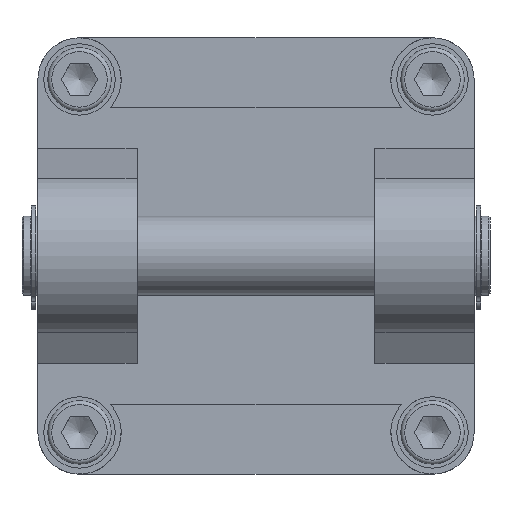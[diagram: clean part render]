
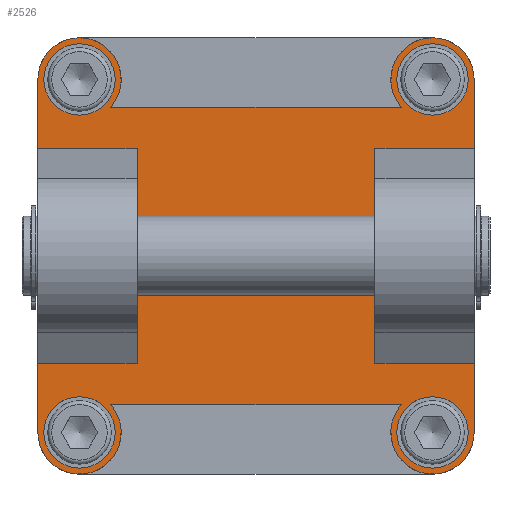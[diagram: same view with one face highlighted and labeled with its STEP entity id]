
A CAD part, top view. The second image highlights one B-rep face of the part: STEP entity #2526.
In plain terms, the highlighted planar face has unit normal (0, 0, 1).
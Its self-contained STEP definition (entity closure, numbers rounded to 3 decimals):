
#68=FACE_BOUND('',#321,.T.);
#69=FACE_BOUND('',#322,.T.);
#70=FACE_BOUND('',#323,.T.);
#71=FACE_BOUND('',#324,.T.);
#107=PLANE('',#2696);
#180=FACE_OUTER_BOUND('',#320,.T.);
#320=EDGE_LOOP('',(#1621,#1622,#1623,#1624,#1625,#1626,#1627,#1628,#1629,
#1630,#1631,#1632,#1633,#1634,#1635,#1636));
#321=EDGE_LOOP('',(#1637,#1638));
#322=EDGE_LOOP('',(#1639,#1640));
#323=EDGE_LOOP('',(#1641,#1642));
#324=EDGE_LOOP('',(#1643,#1644));
#492=LINE('',#3804,#650);
#498=LINE('',#3819,#656);
#499=LINE('',#3821,#657);
#500=LINE('',#3824,#658);
#501=LINE('',#3828,#659);
#502=LINE('',#3832,#660);
#503=LINE('',#3834,#661);
#504=LINE('',#3836,#662);
#505=LINE('',#3838,#663);
#506=LINE('',#3840,#664);
#507=LINE('',#3844,#665);
#508=LINE('',#3847,#666);
#650=VECTOR('',#3014,10.);
#656=VECTOR('',#3028,10.);
#657=VECTOR('',#3031,10.);
#658=VECTOR('',#3034,10.);
#659=VECTOR('',#3037,10.);
#660=VECTOR('',#3040,10.);
#661=VECTOR('',#3041,10.);
#662=VECTOR('',#3042,10.);
#663=VECTOR('',#3043,10.);
#664=VECTOR('',#3044,10.);
#665=VECTOR('',#3047,10.);
#666=VECTOR('',#3050,10.);
#810=CIRCLE('',#2697,10.5);
#811=CIRCLE('',#2698,10.5);
#812=CIRCLE('',#2699,10.5);
#813=CIRCLE('',#2700,10.5);
#814=CIRCLE('',#2701,9.);
#815=CIRCLE('',#2702,9.);
#816=CIRCLE('',#2703,9.);
#817=CIRCLE('',#2704,9.);
#818=CIRCLE('',#2705,9.);
#819=CIRCLE('',#2706,9.);
#820=CIRCLE('',#2707,9.);
#821=CIRCLE('',#2708,9.);
#984=VERTEX_POINT('',#3800);
#986=VERTEX_POINT('',#3803);
#990=VERTEX_POINT('',#3815);
#991=VERTEX_POINT('',#3817);
#992=VERTEX_POINT('',#3823);
#993=VERTEX_POINT('',#3825);
#994=VERTEX_POINT('',#3827);
#995=VERTEX_POINT('',#3829);
#996=VERTEX_POINT('',#3831);
#997=VERTEX_POINT('',#3833);
#998=VERTEX_POINT('',#3835);
#999=VERTEX_POINT('',#3837);
#1000=VERTEX_POINT('',#3839);
#1001=VERTEX_POINT('',#3841);
#1002=VERTEX_POINT('',#3843);
#1003=VERTEX_POINT('',#3845);
#1004=VERTEX_POINT('',#3848);
#1005=VERTEX_POINT('',#3849);
#1006=VERTEX_POINT('',#3852);
#1007=VERTEX_POINT('',#3853);
#1008=VERTEX_POINT('',#3856);
#1009=VERTEX_POINT('',#3857);
#1010=VERTEX_POINT('',#3860);
#1011=VERTEX_POINT('',#3861);
#1242=EDGE_CURVE('',#986,#984,#492,.T.);
#1250=EDGE_CURVE('',#990,#991,#498,.T.);
#1251=EDGE_CURVE('',#984,#990,#499,.T.);
#1252=EDGE_CURVE('',#991,#992,#500,.T.);
#1253=EDGE_CURVE('',#992,#993,#810,.T.);
#1254=EDGE_CURVE('',#993,#994,#501,.T.);
#1255=EDGE_CURVE('',#994,#995,#811,.T.);
#1256=EDGE_CURVE('',#995,#996,#502,.T.);
#1257=EDGE_CURVE('',#996,#997,#503,.T.);
#1258=EDGE_CURVE('',#997,#998,#504,.T.);
#1259=EDGE_CURVE('',#998,#999,#505,.T.);
#1260=EDGE_CURVE('',#999,#1000,#506,.T.);
#1261=EDGE_CURVE('',#1000,#1001,#812,.T.);
#1262=EDGE_CURVE('',#1001,#1002,#507,.T.);
#1263=EDGE_CURVE('',#1002,#1003,#813,.T.);
#1264=EDGE_CURVE('',#1003,#986,#508,.T.);
#1265=EDGE_CURVE('',#1004,#1005,#814,.T.);
#1266=EDGE_CURVE('',#1005,#1004,#815,.T.);
#1267=EDGE_CURVE('',#1006,#1007,#816,.T.);
#1268=EDGE_CURVE('',#1007,#1006,#817,.T.);
#1269=EDGE_CURVE('',#1008,#1009,#818,.T.);
#1270=EDGE_CURVE('',#1009,#1008,#819,.T.);
#1271=EDGE_CURVE('',#1010,#1011,#820,.T.);
#1272=EDGE_CURVE('',#1011,#1010,#821,.T.);
#1621=ORIENTED_EDGE('',*,*,#1242,.T.);
#1622=ORIENTED_EDGE('',*,*,#1251,.T.);
#1623=ORIENTED_EDGE('',*,*,#1250,.T.);
#1624=ORIENTED_EDGE('',*,*,#1252,.T.);
#1625=ORIENTED_EDGE('',*,*,#1253,.T.);
#1626=ORIENTED_EDGE('',*,*,#1254,.T.);
#1627=ORIENTED_EDGE('',*,*,#1255,.T.);
#1628=ORIENTED_EDGE('',*,*,#1256,.T.);
#1629=ORIENTED_EDGE('',*,*,#1257,.T.);
#1630=ORIENTED_EDGE('',*,*,#1258,.T.);
#1631=ORIENTED_EDGE('',*,*,#1259,.T.);
#1632=ORIENTED_EDGE('',*,*,#1260,.T.);
#1633=ORIENTED_EDGE('',*,*,#1261,.T.);
#1634=ORIENTED_EDGE('',*,*,#1262,.T.);
#1635=ORIENTED_EDGE('',*,*,#1263,.T.);
#1636=ORIENTED_EDGE('',*,*,#1264,.T.);
#1637=ORIENTED_EDGE('',*,*,#1265,.T.);
#1638=ORIENTED_EDGE('',*,*,#1266,.T.);
#1639=ORIENTED_EDGE('',*,*,#1267,.T.);
#1640=ORIENTED_EDGE('',*,*,#1268,.T.);
#1641=ORIENTED_EDGE('',*,*,#1269,.T.);
#1642=ORIENTED_EDGE('',*,*,#1270,.T.);
#1643=ORIENTED_EDGE('',*,*,#1271,.T.);
#1644=ORIENTED_EDGE('',*,*,#1272,.T.);
#2526=ADVANCED_FACE('',(#180,#68,#69,#70,#71),#107,.F.);
#2696=AXIS2_PLACEMENT_3D('',#3822,#3032,#3033);
#2697=AXIS2_PLACEMENT_3D('',#3826,#3035,#3036);
#2698=AXIS2_PLACEMENT_3D('',#3830,#3038,#3039);
#2699=AXIS2_PLACEMENT_3D('',#3842,#3045,#3046);
#2700=AXIS2_PLACEMENT_3D('',#3846,#3048,#3049);
#2701=AXIS2_PLACEMENT_3D('',#3850,#3051,#3052);
#2702=AXIS2_PLACEMENT_3D('',#3851,#3053,#3054);
#2703=AXIS2_PLACEMENT_3D('',#3854,#3055,#3056);
#2704=AXIS2_PLACEMENT_3D('',#3855,#3057,#3058);
#2705=AXIS2_PLACEMENT_3D('',#3858,#3059,#3060);
#2706=AXIS2_PLACEMENT_3D('',#3859,#3061,#3062);
#2707=AXIS2_PLACEMENT_3D('',#3862,#3063,#3064);
#2708=AXIS2_PLACEMENT_3D('',#3863,#3065,#3066);
#3014=DIRECTION('',(-1.,0.,0.));
#3028=DIRECTION('',(1.,0.,0.));
#3031=DIRECTION('',(0.,1.,0.));
#3032=DIRECTION('center_axis',(0.,0.,-1.));
#3033=DIRECTION('ref_axis',(-1.,0.,0.));
#3034=DIRECTION('',(0.,1.,0.));
#3035=DIRECTION('center_axis',(0.,0.,1.));
#3036=DIRECTION('ref_axis',(0.,-1.,0.));
#3037=DIRECTION('',(-1.,0.,0.));
#3038=DIRECTION('center_axis',(0.,0.,1.));
#3039=DIRECTION('ref_axis',(1.,0.,0.));
#3040=DIRECTION('',(0.,-1.,0.));
#3041=DIRECTION('',(1.,0.,0.));
#3042=DIRECTION('',(0.,-1.,0.));
#3043=DIRECTION('',(-1.,0.,0.));
#3044=DIRECTION('',(0.,-1.,0.));
#3045=DIRECTION('center_axis',(0.,0.,1.));
#3046=DIRECTION('ref_axis',(0.,1.,0.));
#3047=DIRECTION('',(1.,0.,0.));
#3048=DIRECTION('center_axis',(0.,0.,1.));
#3049=DIRECTION('ref_axis',(0.745,-0.667,0.));
#3050=DIRECTION('',(0.,1.,0.));
#3051=DIRECTION('center_axis',(0.,0.,-1.));
#3052=DIRECTION('ref_axis',(1.,0.,0.));
#3053=DIRECTION('center_axis',(0.,0.,-1.));
#3054=DIRECTION('ref_axis',(1.,0.,0.));
#3055=DIRECTION('center_axis',(0.,0.,-1.));
#3056=DIRECTION('ref_axis',(1.,0.,0.));
#3057=DIRECTION('center_axis',(0.,0.,-1.));
#3058=DIRECTION('ref_axis',(1.,0.,0.));
#3059=DIRECTION('center_axis',(0.,0.,-1.));
#3060=DIRECTION('ref_axis',(1.,0.,0.));
#3061=DIRECTION('center_axis',(0.,0.,-1.));
#3062=DIRECTION('ref_axis',(1.,0.,0.));
#3063=DIRECTION('center_axis',(0.,0.,-1.));
#3064=DIRECTION('ref_axis',(1.,0.,0.));
#3065=DIRECTION('center_axis',(0.,0.,-1.));
#3066=DIRECTION('ref_axis',(1.,0.,0.));
#3800=CARTESIAN_POINT('',(30.,-27.,14.));
#3803=CARTESIAN_POINT('',(55.,-27.,14.));
#3804=CARTESIAN_POINT('',(27.5,-27.,14.));
#3815=CARTESIAN_POINT('',(30.,27.,14.));
#3817=CARTESIAN_POINT('',(55.,27.,14.));
#3819=CARTESIAN_POINT('',(27.5,27.,14.));
#3821=CARTESIAN_POINT('',(30.,0.,14.));
#3822=CARTESIAN_POINT('Origin',(0.,0.,
14.));
#3823=CARTESIAN_POINT('',(55.,44.5,14.));
#3824=CARTESIAN_POINT('',(55.,-44.5,14.));
#3825=CARTESIAN_POINT('',(36.674,37.5,14.));
#3826=CARTESIAN_POINT('Origin',(44.5,44.5,14.));
#3827=CARTESIAN_POINT('',(-36.674,37.5,14.));
#3828=CARTESIAN_POINT('',(-18.337,37.5,14.));
#3829=CARTESIAN_POINT('',(-55.,44.5,14.));
#3830=CARTESIAN_POINT('Origin',(-44.5,44.5,14.));
#3831=CARTESIAN_POINT('',(-55.,27.,14.));
#3832=CARTESIAN_POINT('',(-55.,44.5,14.));
#3833=CARTESIAN_POINT('',(-30.,27.,14.));
#3834=CARTESIAN_POINT('',(-27.5,27.,14.));
#3835=CARTESIAN_POINT('',(-30.,-27.,14.));
#3836=CARTESIAN_POINT('',(-30.,0.,14.));
#3837=CARTESIAN_POINT('',(-55.,-27.,14.));
#3838=CARTESIAN_POINT('',(-27.5,-27.,14.));
#3839=CARTESIAN_POINT('',(-55.,-44.5,14.));
#3840=CARTESIAN_POINT('',(-55.,44.5,14.));
#3841=CARTESIAN_POINT('',(-36.674,-37.5,14.));
#3842=CARTESIAN_POINT('Origin',(-44.5,-44.5,14.));
#3843=CARTESIAN_POINT('',(36.674,-37.5,14.));
#3844=CARTESIAN_POINT('',(18.337,-37.5,14.));
#3845=CARTESIAN_POINT('',(55.,-44.5,14.));
#3846=CARTESIAN_POINT('Origin',(44.5,-44.5,14.));
#3847=CARTESIAN_POINT('',(55.,-44.5,14.));
#3848=CARTESIAN_POINT('',(-35.5,-44.5,14.));
#3849=CARTESIAN_POINT('',(-53.5,-44.5,14.));
#3850=CARTESIAN_POINT('Origin',(-44.5,-44.5,14.));
#3851=CARTESIAN_POINT('Origin',(-44.5,-44.5,14.));
#3852=CARTESIAN_POINT('',(53.5,44.5,14.));
#3853=CARTESIAN_POINT('',(35.5,44.5,14.));
#3854=CARTESIAN_POINT('Origin',(44.5,44.5,14.));
#3855=CARTESIAN_POINT('Origin',(44.5,44.5,14.));
#3856=CARTESIAN_POINT('',(-35.5,44.5,14.));
#3857=CARTESIAN_POINT('',(-53.5,44.5,14.));
#3858=CARTESIAN_POINT('Origin',(-44.5,44.5,14.));
#3859=CARTESIAN_POINT('Origin',(-44.5,44.5,14.));
#3860=CARTESIAN_POINT('',(53.5,-44.5,14.));
#3861=CARTESIAN_POINT('',(35.5,-44.5,14.));
#3862=CARTESIAN_POINT('Origin',(44.5,-44.5,14.));
#3863=CARTESIAN_POINT('Origin',(44.5,-44.5,14.));
